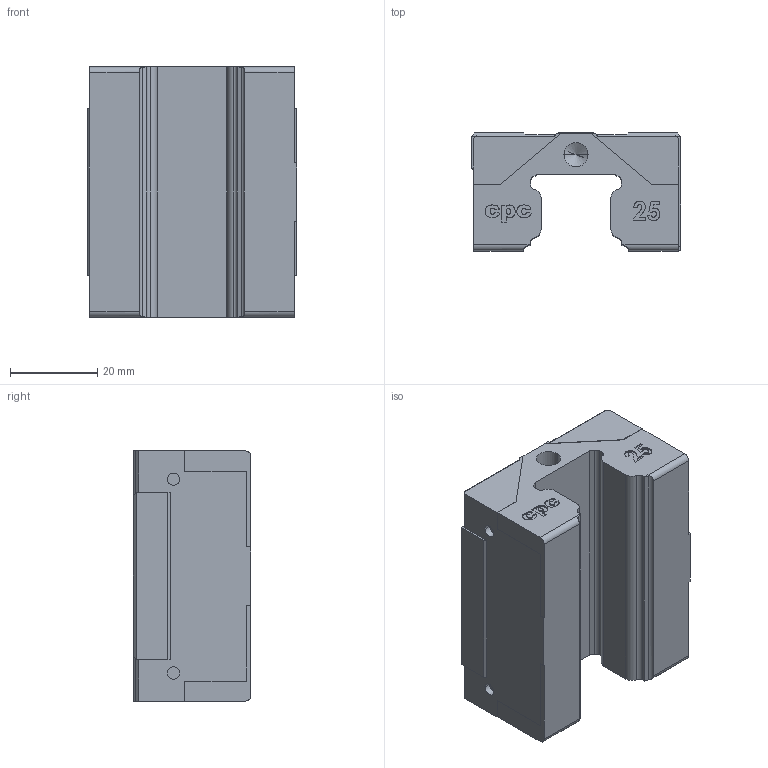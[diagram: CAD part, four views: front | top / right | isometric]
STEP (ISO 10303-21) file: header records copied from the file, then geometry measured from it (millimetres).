
FILE_DESCRIPTION (( 'STEP AP214' ), '1' );
FILE_NAME ('ARC25MS-block.STEP', '2013-03-11T10:46:17', ( 'CPC' ), ( '' ), 'SwSTEP 2.0', 'SolidWorks 2010', '' );
FILE_SCHEMA (( 'AUTOMOTIVE_DESIGN' ));
Length unit declared in the file: millimetre
Products named in the file (1): ARC25MS-block
Bounding box: 48 x 27 x 57.4 mm (x, y, z)
Volume: 53617.5 mm3; surface area: 13233.3 mm2
Topology: 1 solids, 1 shells, 304 faces, 820 edges, 536 vertices
Faces by surface type: plane 158, bspline 86, cylinder 48, cone 12
Entity records: 16965 total; most frequent: CARTESIAN_POINT 9388, ORIENTED_EDGE 1624, DIRECTION 1150, EDGE_CURVE 812, LINE 536, VECTOR 536, VERTEX_POINT 536, EDGE_LOOP 330
